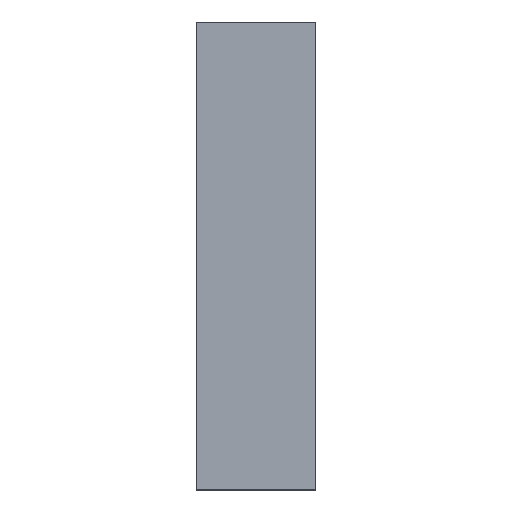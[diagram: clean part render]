
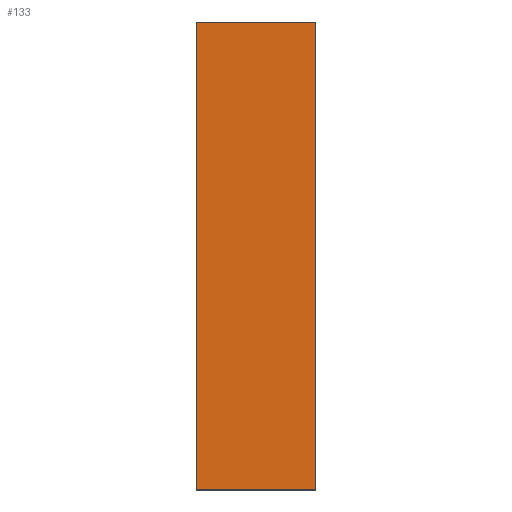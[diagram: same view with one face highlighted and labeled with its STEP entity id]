
A CAD part, left-side view. The second image highlights one B-rep face of the part: STEP entity #133.
In plain terms, the highlighted planar face has unit normal (-1, 0, 0).
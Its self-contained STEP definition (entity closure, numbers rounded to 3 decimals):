
#10 = VECTOR ( 'NONE', #641, 1000. ) ;
#105 = DIRECTION ( 'NONE',  ( 0., -1., 0. ) ) ;
#115 = VERTEX_POINT ( 'NONE', #994 ) ;
#133 = ADVANCED_FACE ( 'NONE', ( #493 ), #723, .F. ) ;
#205 = CARTESIAN_POINT ( 'NONE',  ( -185., 23., -45. ) ) ;
#281 = CARTESIAN_POINT ( 'NONE',  ( -185., 0., 45. ) ) ;
#306 = EDGE_LOOP ( 'NONE', ( #517, #721, #631, #853 ) ) ;
#310 = VERTEX_POINT ( 'NONE', #754 ) ;
#334 = EDGE_CURVE ( 'NONE', #115, #451, #573, .T. ) ;
#357 = LINE ( 'NONE', #681, #583 ) ;
#441 = DIRECTION ( 'NONE',  ( 0., -1., 0. ) ) ;
#451 = VERTEX_POINT ( 'NONE', #784 ) ;
#478 = EDGE_CURVE ( 'NONE', #310, #871, #603, .T. ) ;
#493 = FACE_OUTER_BOUND ( 'NONE', #306, .T. ) ;
#517 = ORIENTED_EDGE ( 'NONE', *, *, #618, .T. ) ;
#567 = DIRECTION ( 'NONE',  ( 1., 0., 0. ) ) ;
#573 = LINE ( 'NONE', #205, #833 ) ;
#583 = VECTOR ( 'NONE', #925, 1000. ) ;
#603 = LINE ( 'NONE', #787, #944 ) ;
#618 = EDGE_CURVE ( 'NONE', #451, #871, #643, .T. ) ;
#631 = ORIENTED_EDGE ( 'NONE', *, *, #898, .F. ) ;
#640 = DIRECTION ( 'NONE',  ( 0., 0., -1. ) ) ;
#641 = DIRECTION ( 'NONE',  ( 0., 0., 1. ) ) ;
#643 = LINE ( 'NONE', #954, #10 ) ;
#679 = AXIS2_PLACEMENT_3D ( 'NONE', #793, #567, #640 ) ;
#681 = CARTESIAN_POINT ( 'NONE',  ( -185., 23., 45. ) ) ;
#721 = ORIENTED_EDGE ( 'NONE', *, *, #478, .F. ) ;
#723 = PLANE ( 'NONE',  #679 ) ;
#754 = CARTESIAN_POINT ( 'NONE',  ( -185., 23., 45. ) ) ;
#784 = CARTESIAN_POINT ( 'NONE',  ( -185., 0., -45. ) ) ;
#787 = CARTESIAN_POINT ( 'NONE',  ( -185., 23., 45. ) ) ;
#793 = CARTESIAN_POINT ( 'NONE',  ( -185., 23., 45. ) ) ;
#833 = VECTOR ( 'NONE', #441, 1000. ) ;
#853 = ORIENTED_EDGE ( 'NONE', *, *, #334, .T. ) ;
#871 = VERTEX_POINT ( 'NONE', #281 ) ;
#898 = EDGE_CURVE ( 'NONE', #115, #310, #357, .T. ) ;
#925 = DIRECTION ( 'NONE',  ( 0., 0., 1. ) ) ;
#944 = VECTOR ( 'NONE', #105, 1000. ) ;
#954 = CARTESIAN_POINT ( 'NONE',  ( -185., 0., 45. ) ) ;
#994 = CARTESIAN_POINT ( 'NONE',  ( -185., 23., -45. ) ) ;
